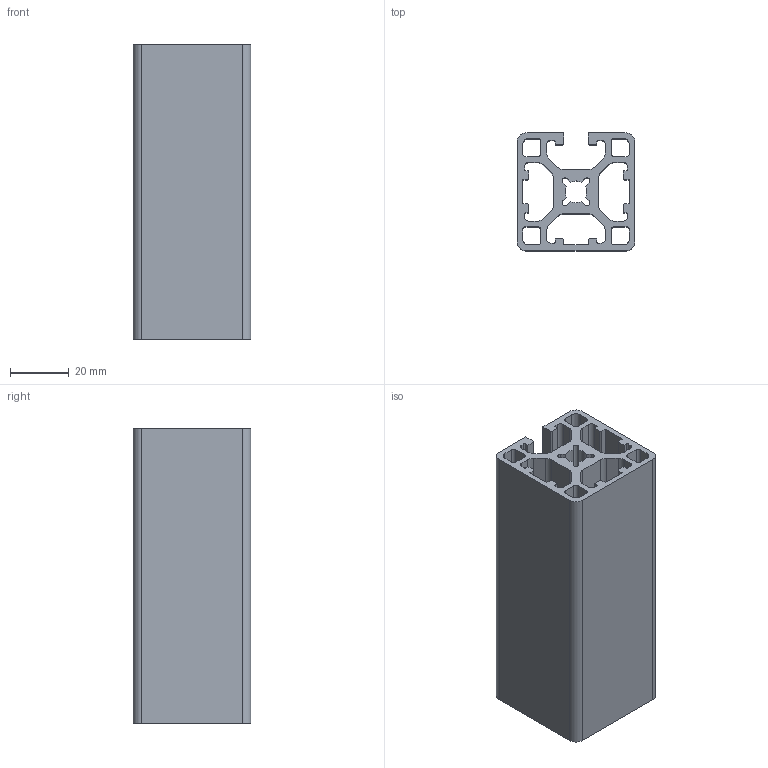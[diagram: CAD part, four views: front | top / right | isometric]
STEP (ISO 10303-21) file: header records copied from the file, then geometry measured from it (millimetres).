
FILE_DESCRIPTION((''),'2;1');
FILE_NAME('K_104001_100.stp','2013-02-18T10:41:53',('VeronikaF'),(''),'Autodesk Inventor 2011','Autodesk Inventor 2011','');
FILE_SCHEMA(('AUTOMOTIVE_DESIGN { 1 0 10303 214 1 1 1 1 }'));
Length unit declared in the file: millimetre
Products named in the file (1): 104001
Bounding box: 40 x 40 x 100 mm (x, y, z)
Volume: 67073.4 mm3; surface area: 52430.8 mm2
Topology: 1 solids, 1 shells, 154 faces, 456 edges, 304 vertices
Faces by surface type: plane 86, cylinder 68
Entity records: 5234 total; most frequent: CARTESIAN_POINT 915, ORIENTED_EDGE 912, DIRECTION 902, EDGE_CURVE 456, VECTOR 320, LINE 320, VERTEX_POINT 304, AXIS2_PLACEMENT_3D 291
